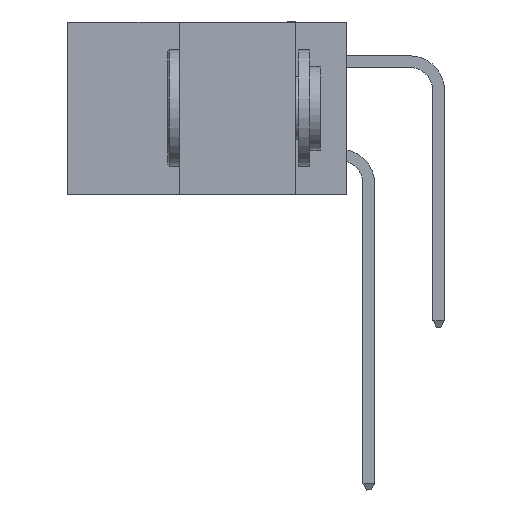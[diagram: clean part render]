
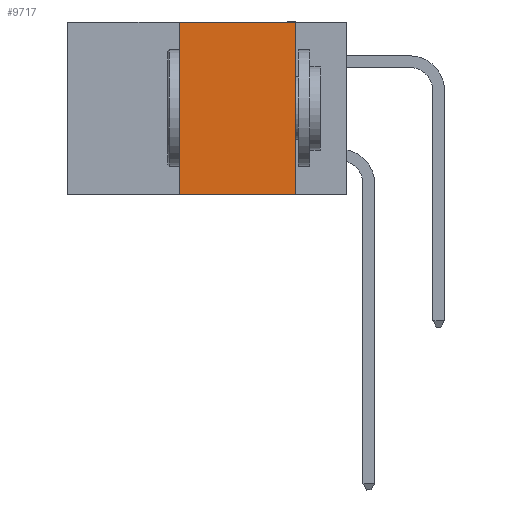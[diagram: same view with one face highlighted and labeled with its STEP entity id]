
A CAD part, left-side view. The second image highlights one B-rep face of the part: STEP entity #9717.
In plain terms, the highlighted planar face has unit normal (-1, 0, 0).
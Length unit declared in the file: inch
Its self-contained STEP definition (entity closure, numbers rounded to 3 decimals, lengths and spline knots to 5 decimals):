
#667 = LINE ( 'NONE', #26516, #34700 ) ;
#2327 = CARTESIAN_POINT ( 'NONE',  ( 0., 0.36, -0.37 ) ) ;
#6001 = VECTOR ( 'NONE', #10942, 39.37008 ) ;
#7699 = VECTOR ( 'NONE', #37337, 39.37008 ) ;
#8535 = VERTEX_POINT ( 'NONE', #15613 ) ;
#8863 = CARTESIAN_POINT ( 'NONE',  ( 0., 0.11, -0.37 ) ) ;
#9388 = ORIENTED_EDGE ( 'NONE', *, *, #29252, .F. ) ;
#9717 = ADVANCED_FACE ( 'NONE', ( #25110 ), #14707, .F. ) ;
#10942 = DIRECTION ( 'NONE',  ( 0., 0., 1. ) ) ;
#13486 = CARTESIAN_POINT ( 'NONE',  ( 0., 0.36, 0. ) ) ;
#13889 = ORIENTED_EDGE ( 'NONE', *, *, #17767, .F. ) ;
#14707 = PLANE ( 'NONE',  #26776 ) ;
#15613 = CARTESIAN_POINT ( 'NONE',  ( 0., 0.11, 0. ) ) ;
#15808 = VERTEX_POINT ( 'NONE', #13486 ) ;
#17025 = DIRECTION ( 'NONE',  ( 0., -1., 0. ) ) ;
#17181 = CARTESIAN_POINT ( 'NONE',  ( 0., 0.36, 0. ) ) ;
#17199 = LINE ( 'NONE', #34194, #7699 ) ;
#17767 = EDGE_CURVE ( 'NONE', #8535, #40651, #17199, .T. ) ;
#17872 = DIRECTION ( 'NONE',  ( 0., 0., -1. ) ) ;
#18303 = EDGE_LOOP ( 'NONE', ( #13889, #39183, #9388, #34775 ) ) ;
#23699 = VECTOR ( 'NONE', #26041, 39.37008 ) ;
#25110 = FACE_OUTER_BOUND ( 'NONE', #18303, .T. ) ;
#26041 = DIRECTION ( 'NONE',  ( 0., -1., 0. ) ) ;
#26146 = EDGE_CURVE ( 'NONE', #15808, #8535, #667, .T. ) ;
#26516 = CARTESIAN_POINT ( 'NONE',  ( 0., 0.6, 0. ) ) ;
#26701 = LINE ( 'NONE', #32313, #23699 ) ;
#26776 = AXIS2_PLACEMENT_3D ( 'NONE', #30570, #36893, #17872 ) ;
#29252 = EDGE_CURVE ( 'NONE', #30673, #15808, #33484, .T. ) ;
#30570 = CARTESIAN_POINT ( 'NONE',  ( 0., 0.6, 0. ) ) ;
#30673 = VERTEX_POINT ( 'NONE', #2327 ) ;
#32313 = CARTESIAN_POINT ( 'NONE',  ( 0., 0.6, -0.37 ) ) ;
#33484 = LINE ( 'NONE', #17181, #6001 ) ;
#34194 = CARTESIAN_POINT ( 'NONE',  ( 0., 0.11, 0. ) ) ;
#34302 = EDGE_CURVE ( 'NONE', #30673, #40651, #26701, .T. ) ;
#34700 = VECTOR ( 'NONE', #17025, 39.37008 ) ;
#34775 = ORIENTED_EDGE ( 'NONE', *, *, #34302, .T. ) ;
#36893 = DIRECTION ( 'NONE',  ( 1., 0., 0. ) ) ;
#37337 = DIRECTION ( 'NONE',  ( 0., 0., -1. ) ) ;
#39183 = ORIENTED_EDGE ( 'NONE', *, *, #26146, .F. ) ;
#40651 = VERTEX_POINT ( 'NONE', #8863 ) ;
